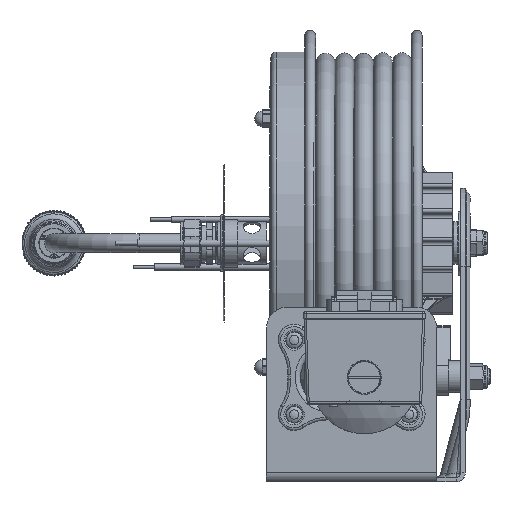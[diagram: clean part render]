
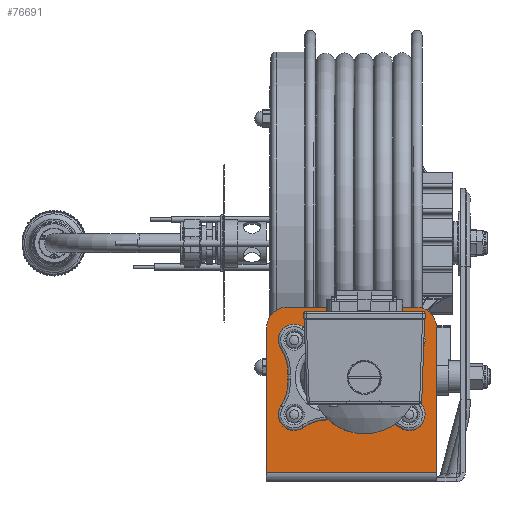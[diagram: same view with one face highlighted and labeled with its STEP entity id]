
A CAD part, front view. The second image highlights one B-rep face of the part: STEP entity #76691.
In plain terms, the highlighted planar face has unit normal (0, -1, 0).
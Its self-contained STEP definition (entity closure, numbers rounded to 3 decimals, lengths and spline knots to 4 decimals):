
#4429=FACE_BOUND('',#10279,.T.);
#4430=FACE_BOUND('',#10280,.T.);
#4431=FACE_BOUND('',#10281,.T.);
#4432=FACE_BOUND('',#10282,.T.);
#4433=FACE_BOUND('',#10283,.T.);
#4912=PLANE('',#80719);
#6872=FACE_OUTER_BOUND('',#10278,.T.);
#10278=EDGE_LOOP('',(#53182,#53183,#53184,#53185,#53186,#53187));
#10279=EDGE_LOOP('',(#53188,#53189,#53190,#53191));
#10280=EDGE_LOOP('',(#53192));
#10281=EDGE_LOOP('',(#53193));
#10282=EDGE_LOOP('',(#53194));
#10283=EDGE_LOOP('',(#53195));
#14057=LINE('',#106508,#21212);
#14068=LINE('',#106545,#21223);
#14070=LINE('',#106552,#21225);
#14073=LINE('',#106558,#21228);
#14074=LINE('',#106559,#21229);
#14075=LINE('',#106560,#21230);
#21212=VECTOR('',#86356,0.3937);
#21223=VECTOR('',#86387,0.3937);
#21225=VECTOR('',#86395,0.3937);
#21228=VECTOR('',#86402,0.3937);
#21229=VECTOR('',#86403,0.3937);
#21230=VECTOR('',#86404,0.3937);
#28528=CIRCLE('',#80694,0.875);
#28530=CIRCLE('',#80697,0.875);
#28531=CIRCLE('',#80699,0.5);
#28533=CIRCLE('',#80702,0.5);
#28543=CIRCLE('',#80720,0.11);
#28544=CIRCLE('',#80721,0.11);
#28545=CIRCLE('',#80722,0.11);
#28546=CIRCLE('',#80723,0.11);
#30725=VERTEX_POINT('',#106475);
#30726=VERTEX_POINT('',#106477);
#30729=VERTEX_POINT('',#106484);
#30730=VERTEX_POINT('',#106486);
#30731=VERTEX_POINT('',#106490);
#30732=VERTEX_POINT('',#106491);
#30735=VERTEX_POINT('',#106499);
#30736=VERTEX_POINT('',#106500);
#30753=VERTEX_POINT('',#106543);
#30754=VERTEX_POINT('',#106544);
#30758=VERTEX_POINT('',#106561);
#30759=VERTEX_POINT('',#106563);
#30760=VERTEX_POINT('',#106565);
#30761=VERTEX_POINT('',#106567);
#40090=EDGE_CURVE('',#30726,#30725,#28528,.T.);
#40094=EDGE_CURVE('',#30730,#30729,#28530,.T.);
#40096=EDGE_CURVE('',#30731,#30732,#28531,.T.);
#40100=EDGE_CURVE('',#30735,#30736,#28533,.T.);
#40104=EDGE_CURVE('',#30736,#30731,#14057,.T.);
#40123=EDGE_CURVE('',#30753,#30754,#14068,.T.);
#40127=EDGE_CURVE('',#30732,#30753,#14070,.T.);
#40131=EDGE_CURVE('',#30754,#30735,#14073,.T.);
#40132=EDGE_CURVE('',#30729,#30726,#14074,.T.);
#40133=EDGE_CURVE('',#30725,#30730,#14075,.T.);
#40134=EDGE_CURVE('',#30758,#30758,#28543,.T.);
#40135=EDGE_CURVE('',#30759,#30759,#28544,.T.);
#40136=EDGE_CURVE('',#30760,#30760,#28545,.T.);
#40137=EDGE_CURVE('',#30761,#30761,#28546,.T.);
#53182=ORIENTED_EDGE('',*,*,#40100,.F.);
#53183=ORIENTED_EDGE('',*,*,#40131,.F.);
#53184=ORIENTED_EDGE('',*,*,#40123,.F.);
#53185=ORIENTED_EDGE('',*,*,#40127,.F.);
#53186=ORIENTED_EDGE('',*,*,#40096,.F.);
#53187=ORIENTED_EDGE('',*,*,#40104,.F.);
#53188=ORIENTED_EDGE('',*,*,#40094,.T.);
#53189=ORIENTED_EDGE('',*,*,#40132,.T.);
#53190=ORIENTED_EDGE('',*,*,#40090,.T.);
#53191=ORIENTED_EDGE('',*,*,#40133,.T.);
#53192=ORIENTED_EDGE('',*,*,#40134,.T.);
#53193=ORIENTED_EDGE('',*,*,#40135,.T.);
#53194=ORIENTED_EDGE('',*,*,#40136,.T.);
#53195=ORIENTED_EDGE('',*,*,#40137,.T.);
#76691=ADVANCED_FACE('',(#6872,#4429,#4430,#4431,#4432,#4433),#4912,.F.);
#80694=AXIS2_PLACEMENT_3D('',#106478,#86327,#86328);
#80697=AXIS2_PLACEMENT_3D('',#106487,#86335,#86336);
#80699=AXIS2_PLACEMENT_3D('',#106492,#86340,#86341);
#80702=AXIS2_PLACEMENT_3D('',#106501,#86348,#86349);
#80719=AXIS2_PLACEMENT_3D('',#106557,#86400,#86401);
#80720=AXIS2_PLACEMENT_3D('',#106562,#86405,#86406);
#80721=AXIS2_PLACEMENT_3D('',#106564,#86407,#86408);
#80722=AXIS2_PLACEMENT_3D('',#106566,#86409,#86410);
#80723=AXIS2_PLACEMENT_3D('',#106568,#86411,#86412);
#86327=DIRECTION('center_axis',(0.,1.,0.));
#86328=DIRECTION('ref_axis',(0.,0.,
1.));
#86335=DIRECTION('center_axis',(0.,1.,0.));
#86336=DIRECTION('ref_axis',(0.,0.,
-1.));
#86340=DIRECTION('center_axis',(0.,1.,0.));
#86341=DIRECTION('ref_axis',(0.707,0.,0.707));
#86348=DIRECTION('center_axis',(0.,1.,0.));
#86349=DIRECTION('ref_axis',(-0.707,0.,0.707));
#86356=DIRECTION('',(1.,0.,0.));
#86387=DIRECTION('',(-1.,0.,0.));
#86395=DIRECTION('',(0.,0.,-1.));
#86400=DIRECTION('center_axis',(0.,1.,0.));
#86401=DIRECTION('ref_axis',(0.,0.,1.));
#86402=DIRECTION('',(0.,0.,1.));
#86403=DIRECTION('',(1.,0.,0.));
#86404=DIRECTION('',(-1.,0.,0.));
#86405=DIRECTION('center_axis',(0.,1.,0.));
#86406=DIRECTION('ref_axis',(1.,0.,0.));
#86407=DIRECTION('center_axis',(0.,1.,0.));
#86408=DIRECTION('ref_axis',(1.,0.,0.));
#86409=DIRECTION('center_axis',(0.,1.,0.));
#86410=DIRECTION('ref_axis',(1.,0.,0.));
#86411=DIRECTION('center_axis',(0.,1.,0.));
#86412=DIRECTION('ref_axis',(1.,0.,0.));
#106475=CARTESIAN_POINT('',(0.5,-4.2296,1.5796));
#106477=CARTESIAN_POINT('',(0.5,-4.2296,3.3296));
#106478=CARTESIAN_POINT('Origin',(0.5,-4.2296,2.4546));
#106484=CARTESIAN_POINT('',(-0.5,-4.2296,3.3296));
#106486=CARTESIAN_POINT('',(-0.5,-4.2296,1.5796));
#106487=CARTESIAN_POINT('Origin',(-0.5,-4.2296,2.4546));
#106490=CARTESIAN_POINT('',(1.5,-4.2296,4.1046));
#106491=CARTESIAN_POINT('',(2.,-4.2296,3.6046));
#106492=CARTESIAN_POINT('Origin',(1.5,-4.2296,3.6046));
#106499=CARTESIAN_POINT('',(-2.,-4.2296,3.6046));
#106500=CARTESIAN_POINT('',(-1.5,-4.2296,4.1046));
#106501=CARTESIAN_POINT('Origin',(-1.5,-4.2296,3.6046));
#106508=CARTESIAN_POINT('',(-2.,-4.2296,4.1046));
#106543=CARTESIAN_POINT('',(2.,-4.2296,0.2092));
#106544=CARTESIAN_POINT('',(-2.,-4.2296,0.2092));
#106545=CARTESIAN_POINT('',(-2.,-4.2296,0.2092));
#106552=CARTESIAN_POINT('',(2.,-4.2296,4.1046));
#106557=CARTESIAN_POINT('Origin',(0.,-4.2296,2.1046));
#106558=CARTESIAN_POINT('',(-2.,-4.2296,0.1046));
#106559=CARTESIAN_POINT('',(0.25,-4.2296,3.3296));
#106560=CARTESIAN_POINT('',(-0.25,-4.2296,1.5796));
#106561=CARTESIAN_POINT('',(-1.24,-4.2296,1.5796));
#106562=CARTESIAN_POINT('Origin',(-1.35,-4.2296,1.5796));
#106563=CARTESIAN_POINT('',(1.46,-4.2296,3.3296));
#106564=CARTESIAN_POINT('Origin',(1.35,-4.2296,3.3296));
#106565=CARTESIAN_POINT('',(-1.24,-4.2296,3.3296));
#106566=CARTESIAN_POINT('Origin',(-1.35,-4.2296,3.3296));
#106567=CARTESIAN_POINT('',(1.46,-4.2296,1.5796));
#106568=CARTESIAN_POINT('Origin',(1.35,-4.2296,1.5796));
